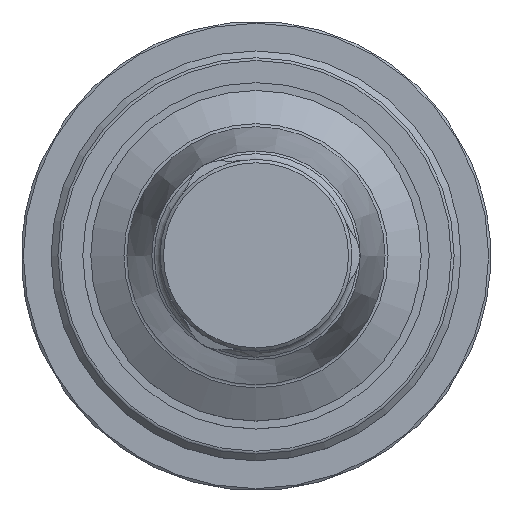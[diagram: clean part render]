
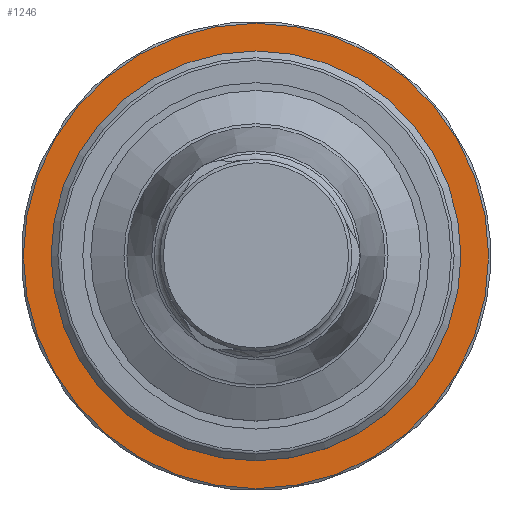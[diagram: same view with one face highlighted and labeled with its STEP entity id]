
A CAD part, top view. The second image highlights one B-rep face of the part: STEP entity #1246.
In plain terms, the highlighted planar face has unit normal (0, 0, 1).
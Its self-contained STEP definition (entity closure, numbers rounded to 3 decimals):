
#157=PLANE('',#1389);
#278=ORIENTED_EDGE('',*,*,#582,.T.);
#279=ORIENTED_EDGE('',*,*,#583,.F.);
#582=EDGE_CURVE('',#744,#744,#861,.T.);
#583=EDGE_CURVE('',#745,#745,#862,.T.);
#744=VERTEX_POINT('',#2035);
#745=VERTEX_POINT('',#2038);
#861=CIRCLE('',#1388,30.65);
#862=CIRCLE('',#1390,35.2);
#967=EDGE_LOOP('',(#278));
#968=EDGE_LOOP('',(#279));
#1103=FACE_BOUND('',#967,.T.);
#1104=FACE_BOUND('',#968,.T.);
#1246=ADVANCED_FACE('',(#1103,#1104),#157,.F.);
#1388=AXIS2_PLACEMENT_3D('',#2034,#1636,#1637);
#1389=AXIS2_PLACEMENT_3D('',#2036,#1638,#1639);
#1390=AXIS2_PLACEMENT_3D('',#2037,#1640,#1641);
#1636=DIRECTION('',(0.,0.,-1.));
#1637=DIRECTION('',(0.,-1.,0.));
#1638=DIRECTION('',(0.,0.,-1.));
#1639=DIRECTION('',(0.,-1.,0.));
#1640=DIRECTION('',(0.,0.,-1.));
#1641=DIRECTION('',(0.,-1.,0.));
#2034=CARTESIAN_POINT('',(0.,0.,-1.));
#2035=CARTESIAN_POINT('',(0.,-30.65,-1.));
#2036=CARTESIAN_POINT('',(0.,-30.65,-1.));
#2037=CARTESIAN_POINT('',(0.,0.,-1.));
#2038=CARTESIAN_POINT('',(0.,-35.2,-1.));
